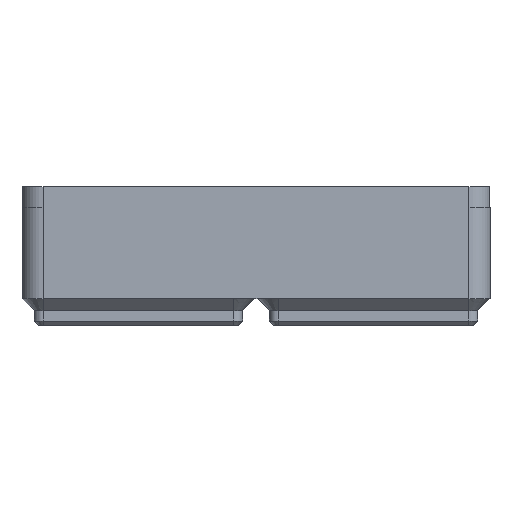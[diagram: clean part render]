
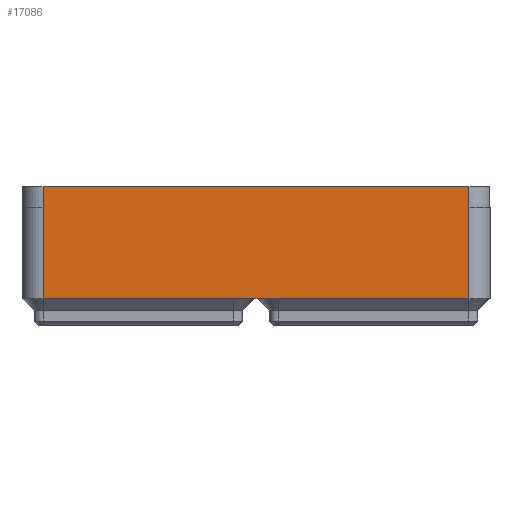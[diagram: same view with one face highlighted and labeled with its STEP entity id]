
A CAD part, front view. The second image highlights one B-rep face of the part: STEP entity #17086.
In plain terms, the highlighted planar face has unit normal (0, -1, 0).
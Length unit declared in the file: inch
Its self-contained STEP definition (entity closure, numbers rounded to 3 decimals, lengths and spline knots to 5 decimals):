
#849=PLANE('',#17862);
#1823=FACE_OUTER_BOUND('',#2867,.T.);
#2867=EDGE_LOOP('',(#15684,#15685,#15686,#15687,#15688,#15689,#15690,#15691));
#4016=LINE('',#32263,#5460);
#4211=LINE('',#32792,#5655);
#4250=LINE('',#32897,#5694);
#4292=LINE('',#33054,#5736);
#4297=LINE('',#33066,#5741);
#4299=LINE('',#33073,#5743);
#4305=LINE('',#33088,#5749);
#4307=LINE('',#33093,#5751);
#5460=VECTOR('',#19956,0.3937);
#5655=VECTOR('',#20535,0.3937);
#5694=VECTOR('',#20652,0.3937);
#5736=VECTOR('',#20774,0.3937);
#5741=VECTOR('',#20785,0.3937);
#5743=VECTOR('',#20793,0.3937);
#5749=VECTOR('',#20811,0.3937);
#5751=VECTOR('',#20819,0.3937);
#7987=VERTEX_POINT('',#32260);
#7988=VERTEX_POINT('',#32262);
#8130=VERTEX_POINT('',#32790);
#8157=VERTEX_POINT('',#32892);
#8187=VERTEX_POINT('',#33051);
#8188=VERTEX_POINT('',#33053);
#8192=VERTEX_POINT('',#33065);
#8194=VERTEX_POINT('',#33071);
#10295=EDGE_CURVE('',#7988,#7987,#4016,.T.);
#10561=EDGE_CURVE('',#7987,#8130,#4211,.T.);
#10614=EDGE_CURVE('',#8157,#7988,#4250,.T.);
#10671=EDGE_CURVE('',#8188,#8187,#4292,.T.);
#10677=EDGE_CURVE('',#8188,#8192,#4297,.T.);
#10681=EDGE_CURVE('',#8194,#8187,#4299,.T.);
#10689=EDGE_CURVE('',#8157,#8194,#4305,.T.);
#10691=EDGE_CURVE('',#8192,#8130,#4307,.T.);
#15684=ORIENTED_EDGE('',*,*,#10689,.F.);
#15685=ORIENTED_EDGE('',*,*,#10614,.T.);
#15686=ORIENTED_EDGE('',*,*,#10295,.T.);
#15687=ORIENTED_EDGE('',*,*,#10561,.T.);
#15688=ORIENTED_EDGE('',*,*,#10691,.F.);
#15689=ORIENTED_EDGE('',*,*,#10677,.F.);
#15690=ORIENTED_EDGE('',*,*,#10671,.T.);
#15691=ORIENTED_EDGE('',*,*,#10681,.F.);
#17086=ADVANCED_FACE('',(#1823),#849,.T.);
#17862=AXIS2_PLACEMENT_3D('',#33102,#20832,#20833);
#19956=DIRECTION('',(1.,0.,0.));
#20535=DIRECTION('',(1.,0.,0.));
#20652=DIRECTION('',(1.,0.,0.));
#20774=DIRECTION('',(-1.,0.,0.));
#20785=DIRECTION('',(0.,0.,-1.));
#20793=DIRECTION('',(0.,0.,1.));
#20811=DIRECTION('',(0.,0.,1.));
#20819=DIRECTION('',(0.,0.,-1.));
#20832=DIRECTION('center_axis',(0.,-1.,0.));
#20833=DIRECTION('ref_axis',(1.,0.,0.));
#32260=CARTESIAN_POINT('',(1.80118,0.,0.));
#32262=CARTESIAN_POINT('',(1.48622,0.,0.));
#32263=CARTESIAN_POINT('',(0.,0.,0.));
#32790=CARTESIAN_POINT('',(3.13976,0.,0.));
#32792=CARTESIAN_POINT('',(0.,0.,0.));
#32892=CARTESIAN_POINT('',(0.14764,0.,0.));
#32897=CARTESIAN_POINT('',(0.,0.,0.));
#33051=CARTESIAN_POINT('',(0.14764,0.,0.78937));
#33053=CARTESIAN_POINT('',(3.13976,0.,0.78937));
#33054=CARTESIAN_POINT('',(0.82185,0.,0.78937));
#33065=CARTESIAN_POINT('',(3.13976,0.,0.63976));
#33066=CARTESIAN_POINT('',(3.13976,0.,0.63976));
#33071=CARTESIAN_POINT('',(0.14764,0.,0.63976));
#33073=CARTESIAN_POINT('',(0.14764,0.,0.63976));
#33088=CARTESIAN_POINT('',(0.14764,0.,0.));
#33093=CARTESIAN_POINT('',(3.13976,0.,0.));
#33102=CARTESIAN_POINT('Origin',(0.,0.,0.));
